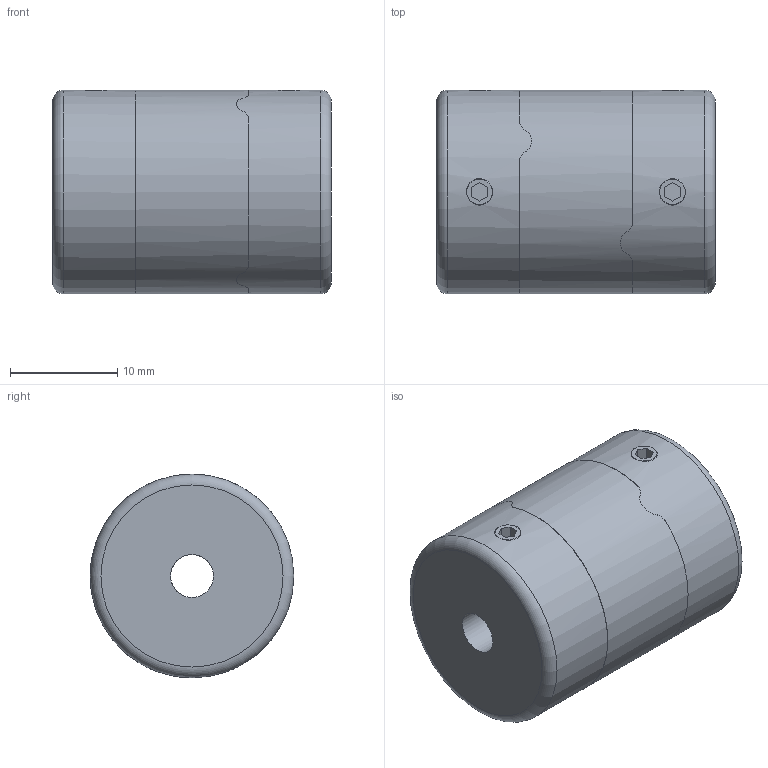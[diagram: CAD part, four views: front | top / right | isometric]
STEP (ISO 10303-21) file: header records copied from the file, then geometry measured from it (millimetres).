
FILE_DESCRIPTION(/* description */ ('STEP AP214'),/* implementation_level */ '2;1');
FILE_NAME(/* name */ 'XGT-19-4-5',/* time_stamp */ '2024-06-05T11:03:53+02:00',/* author */ ('License CC BY-ND 4.0'),/* organization */ ('CADENAS'),/* preprocessor_version */ 'ST-DEVELOPER v19.3',/* originating_system */ 'PARTsolutions',/* authorisation */ ' ');
FILE_SCHEMA (('AUTOMOTIVE_DESIGN {1 0 10303 214 3 1 1}'));
Length unit declared in the file: millimetre
Products named in the file (6): XGT-19-4-5; XGT-19 - 4-5 - Hub 1; XGT-19 - 4-5 - rubber1; XGT-19 - 4-5 - Hub 2; XGT-19 - 4-5 -bolt2; XGT-19 - 4-5 -bolt
Assembly tree (7 placements, depth 2):
  XGT-19-4-5
    XGT-19 - 4-5 - Hub 1
    XGT-19 - 4-5 - rubber1
    XGT-19 - 4-5 - Hub 2
    XGT-19 - 4-5 -bolt2  x2
    XGT-19 - 4-5 -bolt  x2
Bounding box: 26 x 19 x 19 mm (x, y, z)
Volume: 6797.5 mm3; surface area: 4034.6 mm2
Topology: 7 solids, 7 shells, 82 faces, 187 edges, 121 vertices
Faces by surface type: plane 54, cylinder 18, cone 8, torus 2
Full cylindrical faces by diameter (mm): 2.459 x4, 3 x4, 4 x1, 5 x1, 6 x1, 19 x3
Entity records: 1792 total; most frequent: CARTESIAN_POINT 380, DIRECTION 268, ORIENTED_EDGE 220, EDGE_CURVE 110, AXIS2_PLACEMENT_3D 108, EDGE_LOOP 92, FACE_BOUND 92, VERTEX_POINT 82
